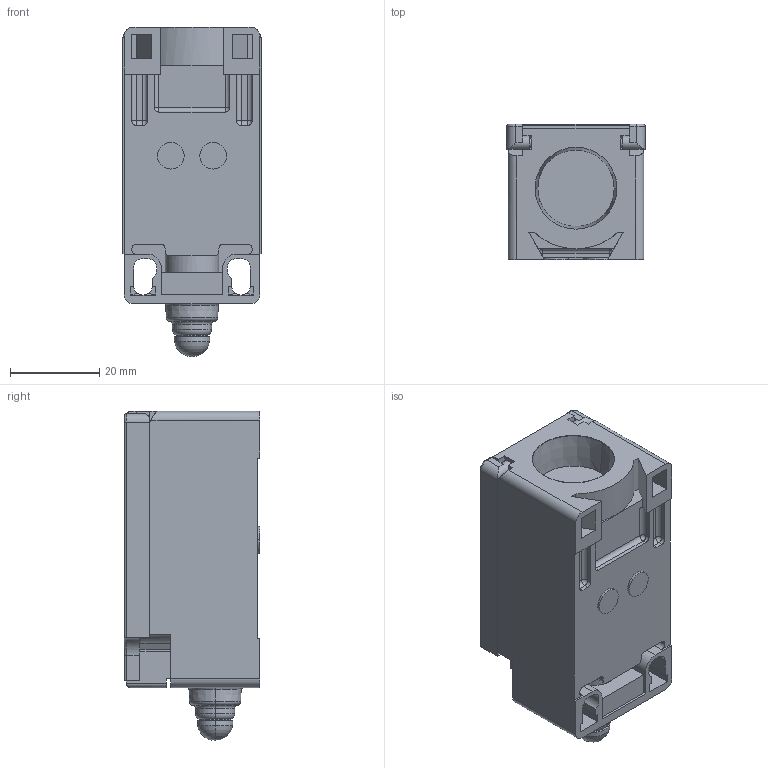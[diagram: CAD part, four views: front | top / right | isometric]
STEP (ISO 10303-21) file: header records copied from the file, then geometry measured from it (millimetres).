
FILE_DESCRIPTION((''),'2;1');
FILE_NAME('212894_ASM','2019-11-14T09:11:34',('pdmadmin'),('BANNER ENGINEERING'),'CREO PARAMETRIC BY PTC INC, 2018300','CREO PARAMETRIC BY PTC INC, 2018300','');
FILE_SCHEMA(('CONFIG_CONTROL_DESIGN'));
Length unit declared in the file: millimetre
Products named in the file (3): SI-LS31PBX_AF0; 93017_AF0_ASM; 212894_ASM
Assembly tree (2 placements, depth 3):
  212894_ASM
    93017_AF0_ASM
      SI-LS31PBX_AF0
Bounding box: 31 x 30.4 x 73.9 mm (x, y, z)
Volume: 49516 mm3; surface area: 13211.4 mm2
Topology: 1 solids, 1 shells, 365 faces, 999 edges, 639 vertices
Faces by surface type: plane 206, cylinder 121, torus 14, cone 12, sphere 12
Entity records: 11783 total; most frequent: CARTESIAN_POINT 2266, DIRECTION 2010, ORIENTED_EDGE 1972, EDGE_CURVE 986, AXIS2_PLACEMENT_3D 682, VECTOR 646, LINE 646, VERTEX_POINT 639
